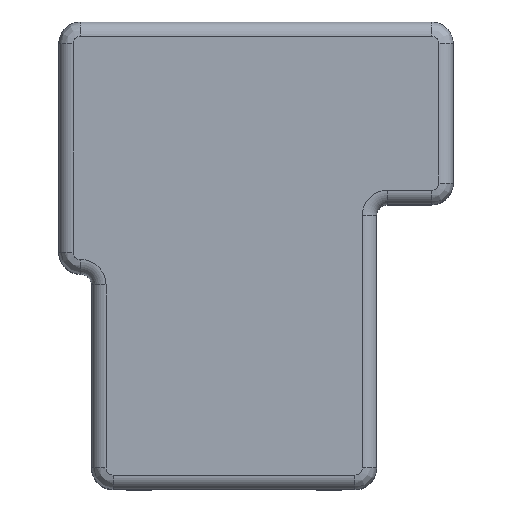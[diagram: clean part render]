
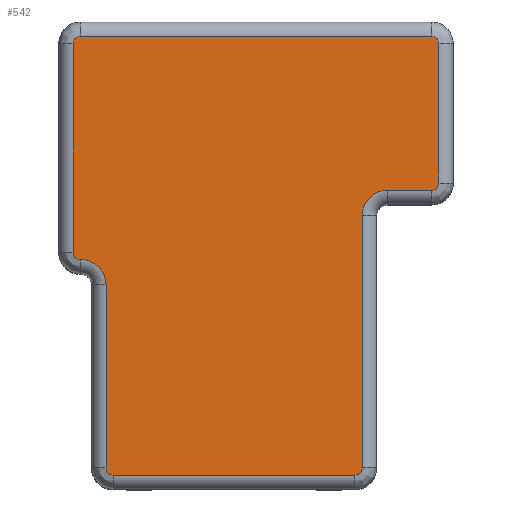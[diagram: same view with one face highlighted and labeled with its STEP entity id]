
A CAD part, top view. The second image highlights one B-rep face of the part: STEP entity #542.
In plain terms, the highlighted planar face has unit normal (0, 0, 1).
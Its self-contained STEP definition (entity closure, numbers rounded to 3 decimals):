
#514 = VERTEX_POINT('',#515);
#515 = CARTESIAN_POINT('',(-10.887,-16.256,20.449));
#524 = VERTEX_POINT('',#525);
#525 = CARTESIAN_POINT('',(5.925,-16.256,20.449));
#532 = EDGE_CURVE('',#514,#524,#533,.T.);
#533 = LINE('',#534,#535);
#534 = CARTESIAN_POINT('',(-10.887,-16.256,20.449));
#535 = VECTOR('',#536,1.);
#536 = DIRECTION('',(1.,0.,0.));
#542 = ADVANCED_FACE('',(#543),#672,.F.);
#543 = FACE_BOUND('',#544,.F.);
#544 = EDGE_LOOP('',(#545,#556,#564,#573,#581,#590,#598,#607,#615,#624,
    #632,#639,#640,#649,#657,#666));
#545 = ORIENTED_EDGE('',*,*,#546,.F.);
#546 = EDGE_CURVE('',#547,#549,#551,.T.);
#547 = VERTEX_POINT('',#548);
#548 = CARTESIAN_POINT('',(-13.673,-0.77,20.449));
#549 = VERTEX_POINT('',#550);
#550 = CARTESIAN_POINT('',(-13.173,-1.27,20.449));
#551 = CIRCLE('',#552,0.5);
#552 = AXIS2_PLACEMENT_3D('',#553,#554,#555);
#553 = CARTESIAN_POINT('',(-13.173,-0.77,20.449));
#554 = DIRECTION('',(0.,0.,1.));
#555 = DIRECTION('',(-1.,0.,0.));
#556 = ORIENTED_EDGE('',*,*,#557,.F.);
#557 = EDGE_CURVE('',#558,#547,#560,.T.);
#558 = VERTEX_POINT('',#559);
#559 = CARTESIAN_POINT('',(-13.673,13.756,20.449));
#560 = LINE('',#561,#562);
#561 = CARTESIAN_POINT('',(-13.673,13.756,20.449));
#562 = VECTOR('',#563,1.);
#563 = DIRECTION('',(0.,-1.,0.));
#564 = ORIENTED_EDGE('',*,*,#565,.F.);
#565 = EDGE_CURVE('',#566,#558,#568,.T.);
#566 = VERTEX_POINT('',#567);
#567 = CARTESIAN_POINT('',(-13.173,14.256,20.449));
#568 = CIRCLE('',#569,0.5);
#569 = AXIS2_PLACEMENT_3D('',#570,#571,#572);
#570 = CARTESIAN_POINT('',(-13.173,13.756,20.449));
#571 = DIRECTION('',(0.,0.,1.));
#572 = DIRECTION('',(0.,1.,0.));
#573 = ORIENTED_EDGE('',*,*,#574,.F.);
#574 = EDGE_CURVE('',#575,#566,#577,.T.);
#575 = VERTEX_POINT('',#576);
#576 = CARTESIAN_POINT('',(11.259,14.256,20.449));
#577 = LINE('',#578,#579);
#578 = CARTESIAN_POINT('',(11.259,14.256,20.449));
#579 = VECTOR('',#580,1.);
#580 = DIRECTION('',(-1.,0.,0.));
#581 = ORIENTED_EDGE('',*,*,#582,.F.);
#582 = EDGE_CURVE('',#583,#575,#585,.T.);
#583 = VERTEX_POINT('',#584);
#584 = CARTESIAN_POINT('',(11.759,13.756,20.449));
#585 = CIRCLE('',#586,0.5);
#586 = AXIS2_PLACEMENT_3D('',#587,#588,#589);
#587 = CARTESIAN_POINT('',(11.259,13.756,20.449));
#588 = DIRECTION('',(0.,0.,1.));
#589 = DIRECTION('',(1.,0.,0.));
#590 = ORIENTED_EDGE('',*,*,#591,.F.);
#591 = EDGE_CURVE('',#592,#583,#594,.T.);
#592 = VERTEX_POINT('',#593);
#593 = CARTESIAN_POINT('',(11.759,4.056,20.449));
#594 = LINE('',#595,#596);
#595 = CARTESIAN_POINT('',(11.759,4.056,20.449));
#596 = VECTOR('',#597,1.);
#597 = DIRECTION('',(0.,1.,0.));
#598 = ORIENTED_EDGE('',*,*,#599,.F.);
#599 = EDGE_CURVE('',#600,#592,#602,.T.);
#600 = VERTEX_POINT('',#601);
#601 = CARTESIAN_POINT('',(11.259,3.556,20.449));
#602 = CIRCLE('',#603,0.5);
#603 = AXIS2_PLACEMENT_3D('',#604,#605,#606);
#604 = CARTESIAN_POINT('',(11.259,4.056,20.449));
#605 = DIRECTION('',(0.,0.,1.));
#606 = DIRECTION('',(0.,-1.,0.));
#607 = ORIENTED_EDGE('',*,*,#608,.F.);
#608 = EDGE_CURVE('',#609,#600,#611,.T.);
#609 = VERTEX_POINT('',#610);
#610 = CARTESIAN_POINT('',(8.187,3.556,20.449));
#611 = LINE('',#612,#613);
#612 = CARTESIAN_POINT('',(8.187,3.556,20.449));
#613 = VECTOR('',#614,1.);
#614 = DIRECTION('',(1.,0.,0.));
#615 = ORIENTED_EDGE('',*,*,#616,.F.);
#616 = EDGE_CURVE('',#617,#609,#619,.T.);
#617 = VERTEX_POINT('',#618);
#618 = CARTESIAN_POINT('',(6.425,1.794,20.449));
#619 = CIRCLE('',#620,1.762);
#620 = AXIS2_PLACEMENT_3D('',#621,#622,#623);
#621 = CARTESIAN_POINT('',(8.187,1.794,20.449));
#622 = DIRECTION('',(0.,0.,-1.));
#623 = DIRECTION('',(-1.,0.,0.));
#624 = ORIENTED_EDGE('',*,*,#625,.F.);
#625 = EDGE_CURVE('',#626,#617,#628,.T.);
#626 = VERTEX_POINT('',#627);
#627 = CARTESIAN_POINT('',(6.425,-15.756,20.449));
#628 = LINE('',#629,#630);
#629 = CARTESIAN_POINT('',(6.425,-15.756,20.449));
#630 = VECTOR('',#631,1.);
#631 = DIRECTION('',(0.,1.,0.));
#632 = ORIENTED_EDGE('',*,*,#633,.F.);
#633 = EDGE_CURVE('',#524,#626,#634,.T.);
#634 = CIRCLE('',#635,0.5);
#635 = AXIS2_PLACEMENT_3D('',#636,#637,#638);
#636 = CARTESIAN_POINT('',(5.925,-15.756,20.449));
#637 = DIRECTION('',(0.,0.,1.));
#638 = DIRECTION('',(0.,-1.,0.));
#639 = ORIENTED_EDGE('',*,*,#532,.F.);
#640 = ORIENTED_EDGE('',*,*,#641,.F.);
#641 = EDGE_CURVE('',#642,#514,#644,.T.);
#642 = VERTEX_POINT('',#643);
#643 = CARTESIAN_POINT('',(-11.387,-15.756,20.449));
#644 = CIRCLE('',#645,0.5);
#645 = AXIS2_PLACEMENT_3D('',#646,#647,#648);
#646 = CARTESIAN_POINT('',(-10.887,-15.756,20.449));
#647 = DIRECTION('',(0.,0.,1.));
#648 = DIRECTION('',(-1.,0.,0.));
#649 = ORIENTED_EDGE('',*,*,#650,.F.);
#650 = EDGE_CURVE('',#651,#642,#653,.T.);
#651 = VERTEX_POINT('',#652);
#652 = CARTESIAN_POINT('',(-11.387,-3.032,20.449));
#653 = LINE('',#654,#655);
#654 = CARTESIAN_POINT('',(-11.387,-3.032,20.449));
#655 = VECTOR('',#656,1.);
#656 = DIRECTION('',(0.,-1.,0.));
#657 = ORIENTED_EDGE('',*,*,#658,.F.);
#658 = EDGE_CURVE('',#659,#651,#661,.T.);
#659 = VERTEX_POINT('',#660);
#660 = CARTESIAN_POINT('',(-13.149,-1.27,20.449));
#661 = CIRCLE('',#662,1.762);
#662 = AXIS2_PLACEMENT_3D('',#663,#664,#665);
#663 = CARTESIAN_POINT('',(-13.149,-3.032,20.449));
#664 = DIRECTION('',(0.,0.,-1.));
#665 = DIRECTION('',(0.,1.,0.));
#666 = ORIENTED_EDGE('',*,*,#667,.F.);
#667 = EDGE_CURVE('',#549,#659,#668,.T.);
#668 = LINE('',#669,#670);
#669 = CARTESIAN_POINT('',(-13.173,-1.27,20.449));
#670 = VECTOR('',#671,1.);
#671 = DIRECTION('',(1.,0.,0.));
#672 = PLANE('',#673);
#673 = AXIS2_PLACEMENT_3D('',#674,#675,#676);
#674 = CARTESIAN_POINT('',(-1.414,-1.,20.449));
#675 = DIRECTION('',(0.,0.,-1.));
#676 = DIRECTION('',(-1.,0.,0.));
